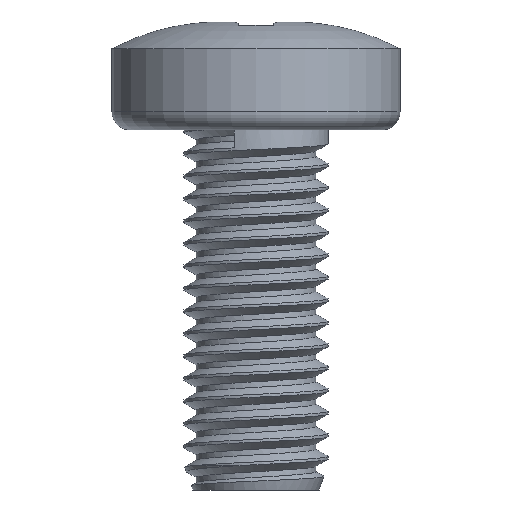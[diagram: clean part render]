
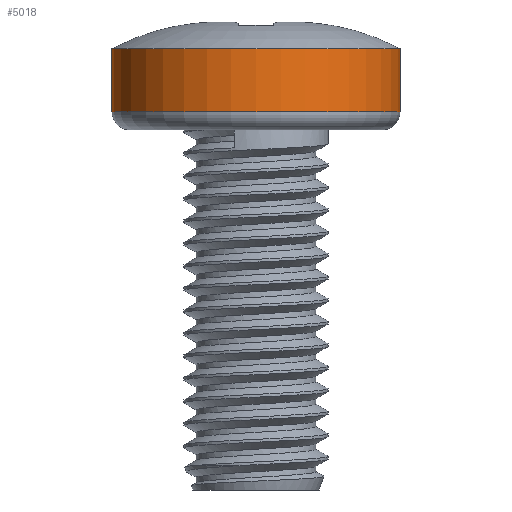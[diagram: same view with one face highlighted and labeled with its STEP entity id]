
A CAD part, front view. The second image highlights one B-rep face of the part: STEP entity #5018.
In plain terms, the highlighted cylindrical face has radius 8 mm (diameter 16 mm), a partial arc.
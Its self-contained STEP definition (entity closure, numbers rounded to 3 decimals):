
#66 = LINE ( 'NONE', #1389, #5830 ) ;
#73 = AXIS2_PLACEMENT_3D ( 'NONE', #6281, #8201, #6307 ) ;
#164 = EDGE_CURVE ( 'NONE', #6366, #195, #66, .T. ) ;
#188 = VERTEX_POINT ( 'NONE', #7235 ) ;
#195 = VERTEX_POINT ( 'NONE', #2066 ) ;
#362 = FACE_OUTER_BOUND ( 'NONE', #3844, .T. ) ;
#480 = CARTESIAN_POINT ( 'NONE',  ( 0., 0., 21. ) ) ;
#1150 = DIRECTION ( 'NONE',  ( 0., 0., 1. ) ) ;
#1389 = CARTESIAN_POINT ( 'NONE',  ( 8., 0., 33.633 ) ) ;
#2066 = CARTESIAN_POINT ( 'NONE',  ( 8., 0., 24.5 ) ) ;
#2278 = LINE ( 'NONE', #4424, #3900 ) ;
#2436 = CARTESIAN_POINT ( 'NONE',  ( 0., 0., 24.5 ) ) ;
#2845 = ORIENTED_EDGE ( 'NONE', *, *, #5485, .F. ) ;
#3213 = VERTEX_POINT ( 'NONE', #7820 ) ;
#3270 = ORIENTED_EDGE ( 'NONE', *, *, #164, .T. ) ;
#3305 = CIRCLE ( 'NONE', #5870, 8. ) ;
#3393 = DIRECTION ( 'NONE',  ( 0., 0., 1. ) ) ;
#3730 = ORIENTED_EDGE ( 'NONE', *, *, #6317, .F. ) ;
#3844 = EDGE_LOOP ( 'NONE', ( #3730, #7853, #3270, #2845 ) ) ;
#3900 = VECTOR ( 'NONE', #1150, 1000. ) ;
#4424 = CARTESIAN_POINT ( 'NONE',  ( -8., 0., 33.633 ) ) ;
#4839 = EDGE_CURVE ( 'NONE', #188, #6366, #7014, .T. ) ;
#4855 = CARTESIAN_POINT ( 'NONE',  ( 8., 0., 21. ) ) ;
#5018 = ADVANCED_FACE ( 'NONE', ( #362 ), #5518, .T. ) ;
#5485 = EDGE_CURVE ( 'NONE', #3213, #195, #3305, .T. ) ;
#5518 = CYLINDRICAL_SURFACE ( 'NONE', #73, 8. ) ;
#5830 = VECTOR ( 'NONE', #3393, 1000. ) ;
#5870 = AXIS2_PLACEMENT_3D ( 'NONE', #2436, #6951, #8237 ) ;
#6281 = CARTESIAN_POINT ( 'NONE',  ( 0., 0., 33.633 ) ) ;
#6307 = DIRECTION ( 'NONE',  ( 1., 0., 0. ) ) ;
#6317 = EDGE_CURVE ( 'NONE', #188, #3213, #2278, .T. ) ;
#6366 = VERTEX_POINT ( 'NONE', #4855 ) ;
#6951 = DIRECTION ( 'NONE',  ( 0., 0., 1. ) ) ;
#7014 = CIRCLE ( 'NONE', #7579, 8. ) ;
#7235 = CARTESIAN_POINT ( 'NONE',  ( -8., 0., 21. ) ) ;
#7496 = DIRECTION ( 'NONE',  ( 1., 0., 0. ) ) ;
#7553 = DIRECTION ( 'NONE',  ( 0., 0., 1. ) ) ;
#7579 = AXIS2_PLACEMENT_3D ( 'NONE', #480, #7553, #7496 ) ;
#7820 = CARTESIAN_POINT ( 'NONE',  ( -8., 0., 24.5 ) ) ;
#7853 = ORIENTED_EDGE ( 'NONE', *, *, #4839, .T. ) ;
#8201 = DIRECTION ( 'NONE',  ( 0., 0., 1. ) ) ;
#8237 = DIRECTION ( 'NONE',  ( 1., 0., 0. ) ) ;
